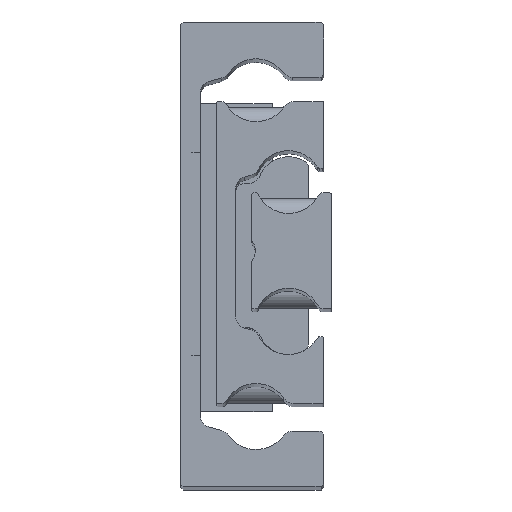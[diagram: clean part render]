
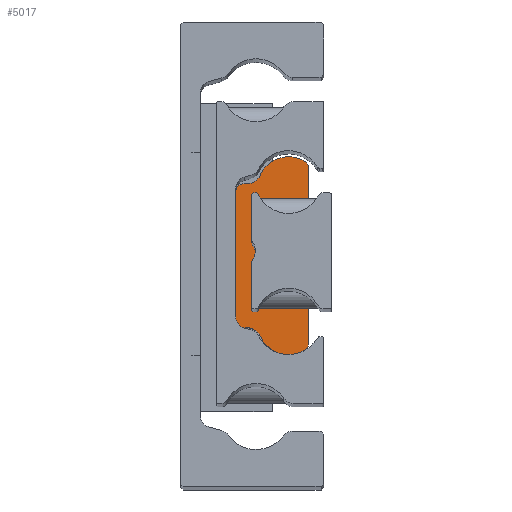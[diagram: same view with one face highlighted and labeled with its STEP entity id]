
A CAD part, top view. The second image highlights one B-rep face of the part: STEP entity #5017.
In plain terms, the highlighted planar face has unit normal (0, 0, 1).
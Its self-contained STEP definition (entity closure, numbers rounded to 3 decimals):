
#70 = CARTESIAN_POINT ( 'NONE',  ( 13.89, -8.249, 7.5 ) ) ;
#158 = VERTEX_POINT ( 'NONE', #3304 ) ;
#161 = EDGE_CURVE ( 'NONE', #5214, #1068, #6901, .T. ) ;
#166 = ORIENTED_EDGE ( 'NONE', *, *, #6102, .T. ) ;
#328 = DIRECTION ( 'NONE',  ( 0., 0., 1. ) ) ;
#394 = ORIENTED_EDGE ( 'NONE', *, *, #161, .T. ) ;
#528 = DIRECTION ( 'NONE',  ( 0., 0., 1. ) ) ;
#640 = DIRECTION ( 'NONE',  ( -1., 0., 0. ) ) ;
#782 = CARTESIAN_POINT ( 'NONE',  ( 11.751, -3.4, 7.5 ) ) ;
#861 = AXIS2_PLACEMENT_3D ( 'NONE', #5444, #1478, #3156 ) ;
#900 = DIRECTION ( 'NONE',  ( -1., 0., 0. ) ) ;
#909 = VERTEX_POINT ( 'NONE', #3065 ) ;
#932 = DIRECTION ( 'NONE',  ( -1., 0., 0. ) ) ;
#942 = CARTESIAN_POINT ( 'NONE',  ( -14.899, -10.536, 7.5 ) ) ;
#944 = VERTEX_POINT ( 'NONE', #5695 ) ;
#1025 = DIRECTION ( 'NONE',  ( -1., 0., 0. ) ) ;
#1066 = AXIS2_PLACEMENT_3D ( 'NONE', #5273, #6944, #4101 ) ;
#1068 = VERTEX_POINT ( 'NONE', #1120 ) ;
#1120 = CARTESIAN_POINT ( 'NONE',  ( -13.89, -8.249, 7.5 ) ) ;
#1162 = EDGE_CURVE ( 'NONE', #158, #944, #3340, .T. ) ;
#1268 = CARTESIAN_POINT ( 'NONE',  ( -15.319, 0., 7.5 ) ) ;
#1378 = ORIENTED_EDGE ( 'NONE', *, *, #7096, .T. ) ;
#1478 = DIRECTION ( 'NONE',  ( 0., 0., 1. ) ) ;
#1486 = DIRECTION ( 'NONE',  ( -1., 0., 0. ) ) ;
#1496 = CARTESIAN_POINT ( 'NONE',  ( -11.751, -3.4, 7.5 ) ) ;
#1503 = DIRECTION ( 'NONE',  ( 0., 0., -1. ) ) ;
#1539 = AXIS2_PLACEMENT_3D ( 'NONE', #4368, #7213, #6538 ) ;
#1569 = VERTEX_POINT ( 'NONE', #1268 ) ;
#1577 = AXIS2_PLACEMENT_3D ( 'NONE', #3896, #3743, #6127 ) ;
#1601 = VERTEX_POINT ( 'NONE', #6550 ) ;
#1638 = EDGE_CURVE ( 'NONE', #1068, #909, #5502, .T. ) ;
#1641 = CARTESIAN_POINT ( 'NONE',  ( 14.899, -10.536, 7.5 ) ) ;
#1661 = DIRECTION ( 'NONE',  ( 0., 0., 1. ) ) ;
#1675 = AXIS2_PLACEMENT_3D ( 'NONE', #782, #7103, #3069 ) ;
#1859 = VERTEX_POINT ( 'NONE', #2441 ) ;
#1972 = CARTESIAN_POINT ( 'NONE',  ( -12.426, -11., 7.5 ) ) ;
#1989 = EDGE_CURVE ( 'NONE', #909, #2810, #6207, .T. ) ;
#2054 = ORIENTED_EDGE ( 'NONE', *, *, #4976, .F. ) ;
#2060 = AXIS2_PLACEMENT_3D ( 'NONE', #4927, #7198, #1025 ) ;
#2131 = VERTEX_POINT ( 'NONE', #2819 ) ;
#2203 = PLANE ( 'NONE',  #1577 ) ;
#2282 = CIRCLE ( 'NONE', #1675, 5.3 ) ;
#2315 = ORIENTED_EDGE ( 'NONE', *, *, #5735, .T. ) ;
#2346 = ORIENTED_EDGE ( 'NONE', *, *, #1162, .T. ) ;
#2371 = DIRECTION ( 'NONE',  ( -1., 0., 0. ) ) ;
#2373 = CARTESIAN_POINT ( 'NONE',  ( 10.926, -11., 7.5 ) ) ;
#2414 = VECTOR ( 'NONE', #2371, 1000. ) ;
#2441 = CARTESIAN_POINT ( 'NONE',  ( 16.149, -0.442, 7.5 ) ) ;
#2502 = ORIENTED_EDGE ( 'NONE', *, *, #5459, .T. ) ;
#2626 = AXIS2_PLACEMENT_3D ( 'NONE', #7369, #528, #5702 ) ;
#2810 = VERTEX_POINT ( 'NONE', #1972 ) ;
#2819 = CARTESIAN_POINT ( 'NONE',  ( -16.149, -0.442, 7.5 ) ) ;
#2906 = CARTESIAN_POINT ( 'NONE',  ( -17.051, -3.4, 7.5 ) ) ;
#3033 = EDGE_CURVE ( 'NONE', #4411, #1859, #2282, .T. ) ;
#3057 = EDGE_CURVE ( 'NONE', #1859, #1601, #5978, .T. ) ;
#3065 = CARTESIAN_POINT ( 'NONE',  ( -12.416, -10.826, 7.5 ) ) ;
#3069 = DIRECTION ( 'NONE',  ( -1., 0., 0. ) ) ;
#3156 = DIRECTION ( 'NONE',  ( -1., 0., 0. ) ) ;
#3254 = VECTOR ( 'NONE', #6106, 1000. ) ;
#3304 = CARTESIAN_POINT ( 'NONE',  ( 12.416, -10.826, 7.5 ) ) ;
#3340 = CIRCLE ( 'NONE', #1066, 2.5 ) ;
#3371 = CARTESIAN_POINT ( 'NONE',  ( 15.319, -12.5, 7.5 ) ) ;
#3606 = CIRCLE ( 'NONE', #861, 1.5 ) ;
#3743 = DIRECTION ( 'NONE',  ( 0., 0., 1. ) ) ;
#3896 = CARTESIAN_POINT ( 'NONE',  ( 15.319, -1., 7.5 ) ) ;
#3933 = DIRECTION ( 'NONE',  ( -1., 0., 0. ) ) ;
#3951 = ORIENTED_EDGE ( 'NONE', *, *, #3057, .T. ) ;
#4010 = VERTEX_POINT ( 'NONE', #6338 ) ;
#4093 = EDGE_CURVE ( 'NONE', #4454, #158, #4924, .T. ) ;
#4101 = DIRECTION ( 'NONE',  ( -1., 0., 0. ) ) ;
#4260 = ORIENTED_EDGE ( 'NONE', *, *, #1989, .T. ) ;
#4330 = LINE ( 'NONE', #3371, #3254 ) ;
#4368 = CARTESIAN_POINT ( 'NONE',  ( -10.926, -11., 7.5 ) ) ;
#4385 = FACE_OUTER_BOUND ( 'NONE', #5683, .T. ) ;
#4411 = VERTEX_POINT ( 'NONE', #70 ) ;
#4425 = CIRCLE ( 'NONE', #2060, 1. ) ;
#4454 = VERTEX_POINT ( 'NONE', #6024 ) ;
#4534 = CARTESIAN_POINT ( 'NONE',  ( 15.319, 0., 7.5 ) ) ;
#4620 = ORIENTED_EDGE ( 'NONE', *, *, #4093, .T. ) ;
#4802 = AXIS2_PLACEMENT_3D ( 'NONE', #1496, #328, #932 ) ;
#4924 = CIRCLE ( 'NONE', #6366, 1.5 ) ;
#4927 = CARTESIAN_POINT ( 'NONE',  ( -15.319, -1., 7.5 ) ) ;
#4976 = EDGE_CURVE ( 'NONE', #2131, #1569, #4425, .T. ) ;
#5017 = ADVANCED_FACE ( 'NONE', ( #4385 ), #2203, .T. ) ;
#5172 = CIRCLE ( 'NONE', #4802, 5.3 ) ;
#5214 = VERTEX_POINT ( 'NONE', #2906 ) ;
#5251 = DIRECTION ( 'NONE',  ( 0., 0., 1. ) ) ;
#5273 = CARTESIAN_POINT ( 'NONE',  ( 14.899, -10.536, 7.5 ) ) ;
#5444 = CARTESIAN_POINT ( 'NONE',  ( -10.926, -11., 7.5 ) ) ;
#5459 = EDGE_CURVE ( 'NONE', #1601, #1569, #6780, .T. ) ;
#5502 = CIRCLE ( 'NONE', #5855, 2.5 ) ;
#5683 = EDGE_LOOP ( 'NONE', ( #2346, #1378, #5801, #3951, #2502, #2054, #2315, #394, #5867, #4260, #166, #6349, #4620 ) ) ;
#5695 = CARTESIAN_POINT ( 'NONE',  ( 12.399, -10.536, 7.5 ) ) ;
#5702 = DIRECTION ( 'NONE',  ( -1., 0., 0. ) ) ;
#5735 = EDGE_CURVE ( 'NONE', #2131, #5214, #5172, .T. ) ;
#5801 = ORIENTED_EDGE ( 'NONE', *, *, #3033, .T. ) ;
#5855 = AXIS2_PLACEMENT_3D ( 'NONE', #942, #1503, #900 ) ;
#5867 = ORIENTED_EDGE ( 'NONE', *, *, #1638, .T. ) ;
#5978 = CIRCLE ( 'NONE', #2626, 1. ) ;
#5992 = CIRCLE ( 'NONE', #6120, 2.5 ) ;
#6024 = CARTESIAN_POINT ( 'NONE',  ( 10.926, -12.5, 7.5 ) ) ;
#6102 = EDGE_CURVE ( 'NONE', #2810, #4010, #3606, .T. ) ;
#6106 = DIRECTION ( 'NONE',  ( 1., 0., 0. ) ) ;
#6120 = AXIS2_PLACEMENT_3D ( 'NONE', #1641, #6647, #1486 ) ;
#6127 = DIRECTION ( 'NONE',  ( 1., 0., 0. ) ) ;
#6159 = CARTESIAN_POINT ( 'NONE',  ( -11.751, -3.4, 7.5 ) ) ;
#6193 = AXIS2_PLACEMENT_3D ( 'NONE', #6159, #1661, #3933 ) ;
#6207 = CIRCLE ( 'NONE', #1539, 1.5 ) ;
#6338 = CARTESIAN_POINT ( 'NONE',  ( -10.926, -12.5, 7.5 ) ) ;
#6349 = ORIENTED_EDGE ( 'NONE', *, *, #6735, .T. ) ;
#6366 = AXIS2_PLACEMENT_3D ( 'NONE', #2373, #5251, #640 ) ;
#6538 = DIRECTION ( 'NONE',  ( -1., 0., 0. ) ) ;
#6550 = CARTESIAN_POINT ( 'NONE',  ( 15.319, 0., 7.5 ) ) ;
#6647 = DIRECTION ( 'NONE',  ( 0., 0., -1. ) ) ;
#6735 = EDGE_CURVE ( 'NONE', #4010, #4454, #4330, .T. ) ;
#6780 = LINE ( 'NONE', #4534, #2414 ) ;
#6901 = CIRCLE ( 'NONE', #6193, 5.3 ) ;
#6944 = DIRECTION ( 'NONE',  ( 0., 0., -1. ) ) ;
#7096 = EDGE_CURVE ( 'NONE', #944, #4411, #5992, .T. ) ;
#7103 = DIRECTION ( 'NONE',  ( 0., 0., 1. ) ) ;
#7198 = DIRECTION ( 'NONE',  ( 0., 0., -1. ) ) ;
#7213 = DIRECTION ( 'NONE',  ( 0., 0., 1. ) ) ;
#7369 = CARTESIAN_POINT ( 'NONE',  ( 15.319, -1., 7.5 ) ) ;
